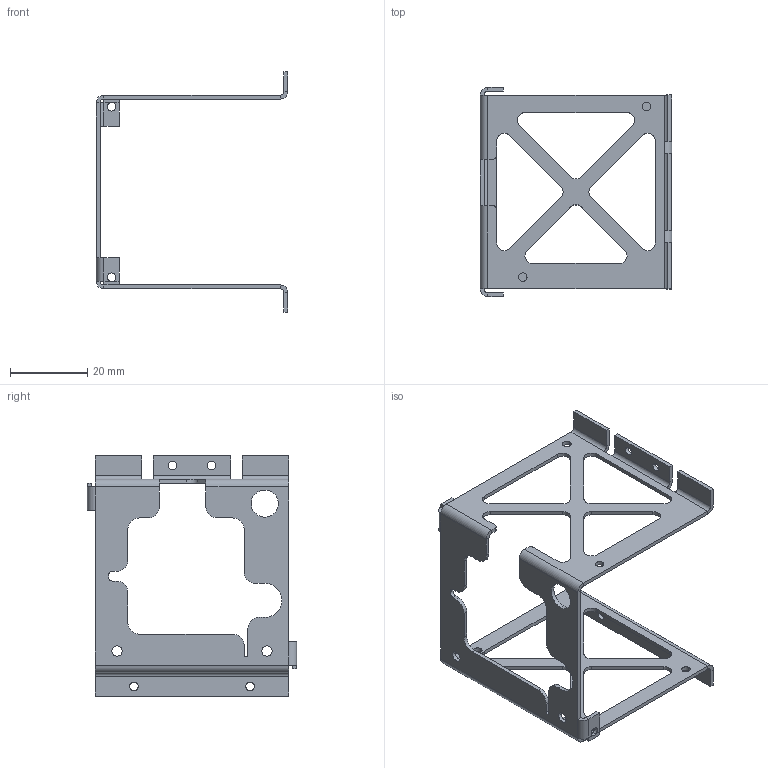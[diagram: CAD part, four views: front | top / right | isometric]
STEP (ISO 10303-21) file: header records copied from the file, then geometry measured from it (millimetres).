
FILE_DESCRIPTION((''),'2;1');
FILE_NAME('PQ-WALLS','2024-04-05T17:08:57',('canda'),(''),'CREO PARAMETRIC BY PTC INC, 2022073','CREO PARAMETRIC BY PTC INC, 2022073','');
FILE_SCHEMA(('CONFIG_CONTROL_DESIGN'));
Length unit declared in the file: millimetre
Products named in the file (1): PQ-WALLS
Bounding box: 49.5 x 54 x 62 mm (x, y, z)
Volume: 4177 mm3; surface area: 9689.6 mm2
Topology: 3 solids, 3 shells, 209 faces, 543 edges, 338 vertices
Faces by surface type: plane 120, cylinder 89
Entity records: 6449 total; most frequent: DIRECTION 1139, CARTESIAN_POINT 1090, ORIENTED_EDGE 1086, EDGE_CURVE 543, AXIS2_PLACEMENT_3D 387, VECTOR 365, LINE 365, VERTEX_POINT 338
